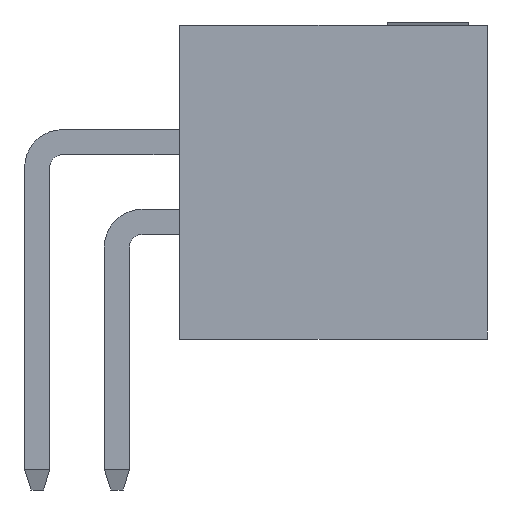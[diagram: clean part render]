
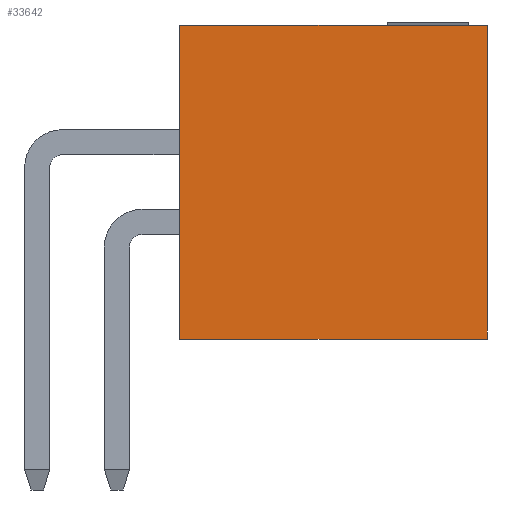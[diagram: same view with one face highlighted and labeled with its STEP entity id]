
A CAD part, front view. The second image highlights one B-rep face of the part: STEP entity #33642.
In plain terms, the highlighted face is planar.
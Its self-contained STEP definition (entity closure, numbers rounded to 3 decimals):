
#1495=ORIENTED_EDGE('',*,*,#8057,.F.);
#1496=ORIENTED_EDGE('',*,*,#8058,.F.);
#1497=ORIENTED_EDGE('',*,*,#8059,.T.);
#1498=ORIENTED_EDGE('',*,*,#8060,.T.);
#8057=EDGE_CURVE('',#11324,#11325,#13693,.T.);
#8058=EDGE_CURVE('',#11326,#11324,#13694,.T.);
#8059=EDGE_CURVE('',#11326,#11327,#13695,.T.);
#8060=EDGE_CURVE('',#11327,#11325,#13696,.T.);
#11324=VERTEX_POINT('',#44410);
#11325=VERTEX_POINT('',#44411);
#11326=VERTEX_POINT('',#44413);
#11327=VERTEX_POINT('',#44415);
#13693=LINE('',#44409,#17005);
#13694=LINE('',#44412,#17006);
#13695=LINE('',#44414,#17007);
#13696=LINE('',#44416,#17008);
#17005=VECTOR('',#37641,1000.);
#17006=VECTOR('',#37642,1000.);
#17007=VECTOR('',#37643,1000.);
#17008=VECTOR('',#37644,1000.);
#19768=EDGE_LOOP('',(#1495,#1496,#1497,#1498));
#21200=FACE_BOUND('',#19768,.T.);
#22632=PLANE('',#35036);
#33642=ADVANCED_FACE('',(#21200),#22632,.T.);
#35036=AXIS2_PLACEMENT_3D('',#44408,#37639,#37640);
#37639=DIRECTION('',(-1.,0.,0.));
#37640=DIRECTION('',(0.,1.,0.));
#37641=DIRECTION('',(0.,1.,0.));
#37642=DIRECTION('',(0.,0.,-1.));
#37643=DIRECTION('',(0.,1.,0.));
#37644=DIRECTION('',(0.,0.,-1.));
#44408=CARTESIAN_POINT('',(-17.145,-2.45,2.5));
#44409=CARTESIAN_POINT('',(-17.145,-2.45,-2.5));
#44410=CARTESIAN_POINT('',(-17.145,-2.45,-2.5));
#44411=CARTESIAN_POINT('',(-17.145,2.45,-2.5));
#44412=CARTESIAN_POINT('',(-17.145,-2.45,2.5));
#44413=CARTESIAN_POINT('',(-17.145,-2.45,2.5));
#44414=CARTESIAN_POINT('',(-17.145,-2.45,2.5));
#44415=CARTESIAN_POINT('',(-17.145,2.45,2.5));
#44416=CARTESIAN_POINT('',(-17.145,2.45,2.5));
